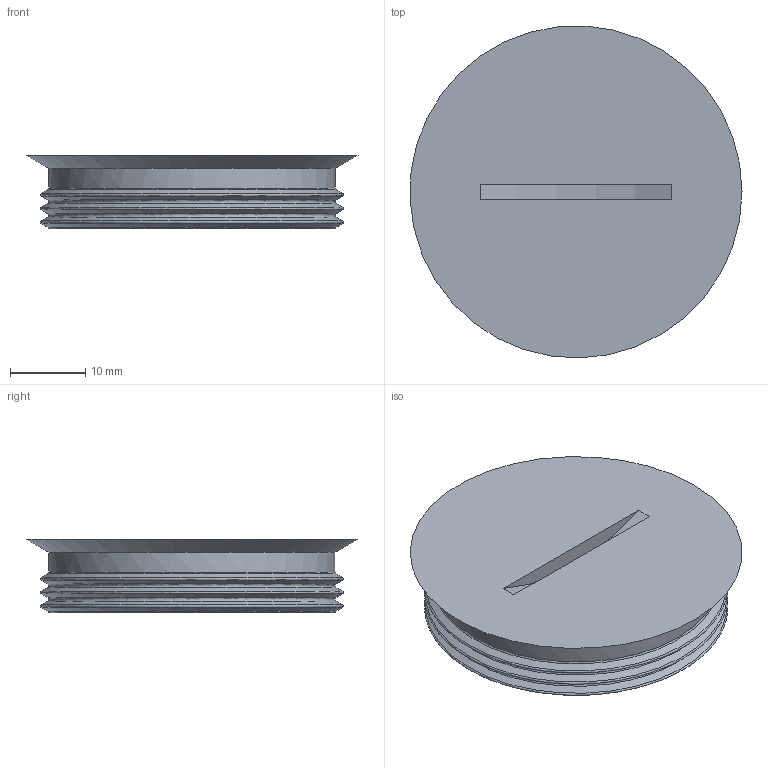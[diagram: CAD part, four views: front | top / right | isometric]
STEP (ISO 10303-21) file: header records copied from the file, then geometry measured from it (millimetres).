
FILE_DESCRIPTION (( 'STEP AP203' ), '1' );
FILE_NAME ('ORC5375-M01.STEP', '2024-10-07T15:49:22', ( '' ), ( '' ), 'SwSTEP 2.0', 'SolidWorks 2024', '' );
FILE_SCHEMA (( 'CONFIG_CONTROL_DESIGN' ));
Length unit declared in the file: inch
Products named in the file (1): ORC5375-M01
Bounding box: 44.03 x 44.01 x 9.78 mm (x, y, z)
Volume: 6491.5 mm3; surface area: 5144.5 mm2
Topology: 1 solids, 1 shells, 23 faces, 54 edges, 35 vertices
Faces by surface type: bspline 8, cone 7, plane 5, cylinder 3
Full cylindrical faces by diameter (mm): 34.919 x1, 37.967 x1
Entity records: 941 total; most frequent: CARTESIAN_POINT 492, DIRECTION 76, ORIENTED_EDGE 52, EDGE_LOOP 42, AXIS2_PLACEMENT_3D 36, FACE_OUTER_BOUND 33, EDGE_CURVE 26, VERTEX_POINT 24
